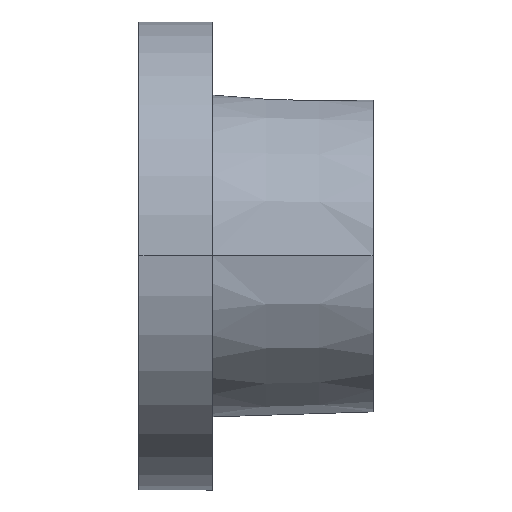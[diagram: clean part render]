
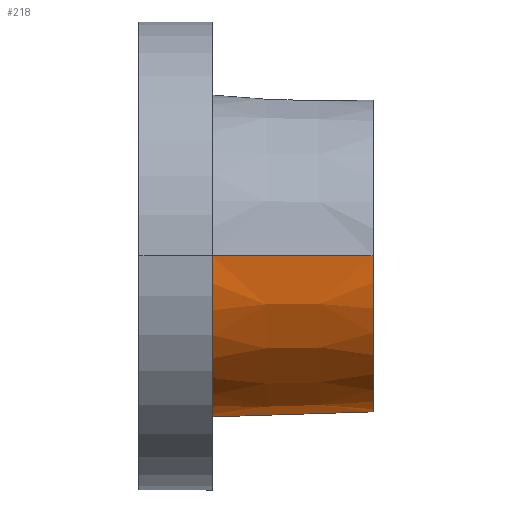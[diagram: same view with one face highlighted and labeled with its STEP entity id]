
A CAD part, top view. The second image highlights one B-rep face of the part: STEP entity #218.
In plain terms, the highlighted conical face has half-angle 1.79 degrees and reference radius 17.462 mm.
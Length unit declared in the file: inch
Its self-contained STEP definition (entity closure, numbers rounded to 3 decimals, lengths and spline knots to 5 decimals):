
#14 = VECTOR ( 'NONE', #534, 39.37008 ) ;
#26 = DIRECTION ( 'NONE',  ( 0., 0., 1. ) ) ;
#33 = DIRECTION ( 'NONE',  ( 0., 0., -1. ) ) ;
#81 = ORIENTED_EDGE ( 'NONE', *, *, #677, .T. ) ;
#86 = LINE ( 'NONE', #781, #14 ) ;
#116 = EDGE_LOOP ( 'NONE', ( #547, #81, #539, #626 ) ) ;
#134 = DIRECTION ( 'NONE',  ( 1., 0.031, -0.001 ) ) ;
#148 = DIRECTION ( 'NONE',  ( -1., 0., 0. ) ) ;
#179 = AXIS2_PLACEMENT_3D ( 'NONE', #983, #514, #26 ) ;
#218 = ADVANCED_FACE ( 'NONE', ( #965 ), #778, .T. ) ;
#221 = CARTESIAN_POINT ( 'NONE',  ( 0.6875, 0., 0.66601 ) ) ;
#292 = VERTEX_POINT ( 'NONE', #402 ) ;
#402 = CARTESIAN_POINT ( 'NONE',  ( 0., -0.6874, 0.012 ) ) ;
#403 = AXIS2_PLACEMENT_3D ( 'NONE', #991, #524, #33 ) ;
#505 = LINE ( 'NONE', #622, #878 ) ;
#514 = DIRECTION ( 'NONE',  ( -1., 0., 0. ) ) ;
#524 = DIRECTION ( 'NONE',  ( -1., 0., 0. ) ) ;
#534 = DIRECTION ( 'NONE',  ( -1., 0., 0.031 ) ) ;
#539 = ORIENTED_EDGE ( 'NONE', *, *, #561, .F. ) ;
#546 = DIRECTION ( 'NONE',  ( 0., 0., 1. ) ) ;
#547 = ORIENTED_EDGE ( 'NONE', *, *, #623, .T. ) ;
#561 = EDGE_CURVE ( 'NONE', #292, #812, #929, .T. ) ;
#566 = CIRCLE ( 'NONE', #403, 0.66601 ) ;
#622 = CARTESIAN_POINT ( 'NONE',  ( 21.9989, 0., 0. ) ) ;
#623 = EDGE_CURVE ( 'NONE', #985, #761, #566, .T. ) ;
#626 = ORIENTED_EDGE ( 'NONE', *, *, #732, .T. ) ;
#637 = CARTESIAN_POINT ( 'NONE',  ( 0., 0., 0.6875 ) ) ;
#677 = EDGE_CURVE ( 'NONE', #761, #812, #86, .T. ) ;
#732 = EDGE_CURVE ( 'NONE', #292, #985, #505, .T. ) ;
#761 = VERTEX_POINT ( 'NONE', #221 ) ;
#763 = CARTESIAN_POINT ( 'NONE',  ( 0.6875, -0.66591, 0.01162 ) ) ;
#770 = AXIS2_PLACEMENT_3D ( 'NONE', #802, #148, #546 ) ;
#778 = CONICAL_SURFACE ( 'NONE', #770, 0.6875, 0.031 ) ;
#781 = CARTESIAN_POINT ( 'NONE',  ( 0., 0., 0.6875 ) ) ;
#802 = CARTESIAN_POINT ( 'NONE',  ( 0., 0., 0. ) ) ;
#812 = VERTEX_POINT ( 'NONE', #637 ) ;
#878 = VECTOR ( 'NONE', #134, 39.37008 ) ;
#929 = CIRCLE ( 'NONE', #179, 0.6875 ) ;
#965 = FACE_OUTER_BOUND ( 'NONE', #116, .T. ) ;
#983 = CARTESIAN_POINT ( 'NONE',  ( 0., 0., 0. ) ) ;
#985 = VERTEX_POINT ( 'NONE', #763 ) ;
#991 = CARTESIAN_POINT ( 'NONE',  ( 0.6875, 0., 0. ) ) ;
